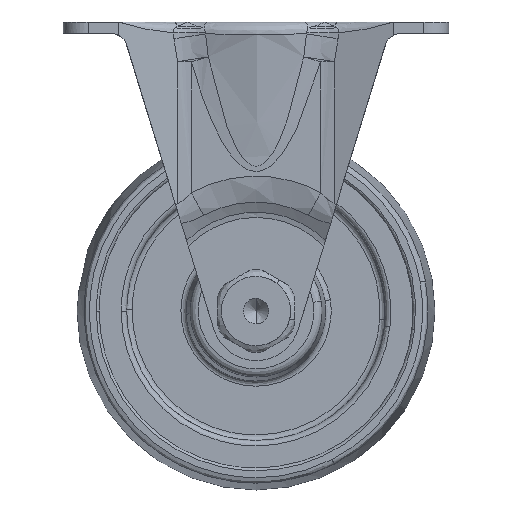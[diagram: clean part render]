
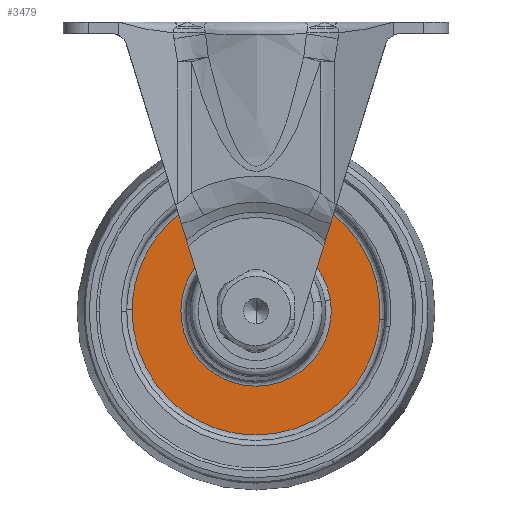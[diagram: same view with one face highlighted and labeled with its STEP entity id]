
A CAD part, front view. The second image highlights one B-rep face of the part: STEP entity #3479.
In plain terms, the highlighted free-form (B-spline) face has degree [1, 1] with [2, 2] control points.
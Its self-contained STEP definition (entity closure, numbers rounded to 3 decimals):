
#1402=CARTESIAN_POINT('',(-3.594,-8.5,13.163));
#1403=VERTEX_POINT('',#1402);
#1417=CARTESIAN_POINT('',(0.0,-8.5,-13.645));
#1418=VERTEX_POINT('',#1417);
#1419=CARTESIAN_POINT('',(-3.594,-8.5,13.163));
#1420=CARTESIAN_POINT('',(-13.645,-8.5,10.419));
#1421=CARTESIAN_POINT('',(-13.645,-8.5,0.));
#1422=CARTESIAN_POINT('',(-13.645,-8.5,-13.645));
#1423=CARTESIAN_POINT('',(0.0,-8.5,-13.645));
#1431=(BOUNDED_CURVE()B_SPLINE_CURVE(2,(#1419,#1420,#1421,#1422,#1423),.UNSPECIFIED.,.F.,.U.)B_SPLINE_CURVE_WITH_KNOTS((3,2,3),(0.545,0.75,1.0),.UNSPECIFIED.)CURVE()GEOMETRIC_REPRESENTATION_ITEM()RATIONAL_B_SPLINE_CURVE((0.914,0.76,1.0,0.707,1.0))REPRESENTATION_ITEM(''));
#1432=EDGE_CURVE('',#1403,#1418,#1431,.T.);
#1434=CARTESIAN_POINT('',(13.49,-8.5,2.05));
#1435=VERTEX_POINT('',#1434);
#1436=CARTESIAN_POINT('',(0.0,-8.5,-13.645));
#1437=CARTESIAN_POINT('',(13.645,-8.5,-13.645));
#1438=CARTESIAN_POINT('',(13.645,-8.5,0.));
#1439=CARTESIAN_POINT('',(13.645,-8.5,1.031));
#1440=CARTESIAN_POINT('',(13.49,-8.5,2.05));
#1448=(BOUNDED_CURVE()B_SPLINE_CURVE(2,(#1436,#1437,#1438,#1439,#1440),.UNSPECIFIED.,.F.,.U.)B_SPLINE_CURVE_WITH_KNOTS((3,2,3),(0.0,0.25,0.276),.UNSPECIFIED.)CURVE()GEOMETRIC_REPRESENTATION_ITEM()RATIONAL_B_SPLINE_CURVE((1.0,0.707,1.0,0.97,0.946))REPRESENTATION_ITEM(''));
#1449=EDGE_CURVE('',#1418,#1435,#1448,.T.);
#1496=CARTESIAN_POINT('',(0.0,-8.5,13.645));
#1497=VERTEX_POINT('',#1496);
#1498=CARTESIAN_POINT('',(13.49,-8.5,2.05));
#1499=CARTESIAN_POINT('',(11.728,-8.5,13.645));
#1500=CARTESIAN_POINT('',(0.0,-8.5,13.645));
#1508=(BOUNDED_CURVE()B_SPLINE_CURVE(2,(#1498,#1499,#1500),.UNSPECIFIED.,.F.,.U.)B_SPLINE_CURVE_WITH_KNOTS((3,3),(0.276,0.5),.UNSPECIFIED.)CURVE()GEOMETRIC_REPRESENTATION_ITEM()RATIONAL_B_SPLINE_CURVE((0.946,0.737,1.0))REPRESENTATION_ITEM(''));
#1509=EDGE_CURVE('',#1435,#1497,#1508,.T.);
#1511=CARTESIAN_POINT('',(0.0,-8.5,13.645));
#1512=CARTESIAN_POINT('',(-1.829,-8.5,13.645));
#1513=CARTESIAN_POINT('',(-3.594,-8.5,13.163));
#1521=(BOUNDED_CURVE()B_SPLINE_CURVE(2,(#1511,#1512,#1513),.UNSPECIFIED.,.F.,.U.)B_SPLINE_CURVE_WITH_KNOTS((3,3),(0.5,0.545),.UNSPECIFIED.)CURVE()GEOMETRIC_REPRESENTATION_ITEM()RATIONAL_B_SPLINE_CURVE((1.0,0.947,0.914))REPRESENTATION_ITEM(''));
#1522=EDGE_CURVE('',#1497,#1403,#1521,.T.);
#1557=CARTESIAN_POINT('',(22.445,-8.5,-1.569));
#1558=VERTEX_POINT('',#1557);
#1559=CARTESIAN_POINT('',(0.0,-8.5,22.5));
#1560=VERTEX_POINT('',#1559);
#1561=CARTESIAN_POINT('',(22.445,-8.5,-1.569));
#1562=CARTESIAN_POINT('',(22.5,-8.5,-0.785));
#1563=CARTESIAN_POINT('',(22.5,-8.5,0.));
#1564=CARTESIAN_POINT('',(22.5,-8.5,22.5));
#1565=CARTESIAN_POINT('',(0.0,-8.5,22.5));
#1573=(BOUNDED_CURVE()B_SPLINE_CURVE(2,(#1561,#1562,#1563,#1564,#1565),.UNSPECIFIED.,.F.,.U.)B_SPLINE_CURVE_WITH_KNOTS((3,2,3),(0.238,0.25,0.5),.UNSPECIFIED.)CURVE()GEOMETRIC_REPRESENTATION_ITEM()RATIONAL_B_SPLINE_CURVE((0.973,0.986,1.0,0.707,1.0))REPRESENTATION_ITEM(''));
#1574=EDGE_CURVE('',#1558,#1560,#1573,.T.);
#1593=CARTESIAN_POINT('',(-22.498,-8.5,0.283));
#1594=VERTEX_POINT('',#1593);
#1608=CARTESIAN_POINT('',(0.0,-8.5,22.5));
#1609=CARTESIAN_POINT('',(-22.219,-8.5,22.5));
#1610=CARTESIAN_POINT('',(-22.498,-8.5,0.283));
#1618=(BOUNDED_CURVE()B_SPLINE_CURVE(2,(#1608,#1609,#1610),.UNSPECIFIED.,.F.,.U.)B_SPLINE_CURVE_WITH_KNOTS((3,3),(0.5,0.748),.UNSPECIFIED.)CURVE()GEOMETRIC_REPRESENTATION_ITEM()RATIONAL_B_SPLINE_CURVE((1.0,0.71,0.995))REPRESENTATION_ITEM(''));
#1619=EDGE_CURVE('',#1560,#1594,#1618,.T.);
#1647=CARTESIAN_POINT('',(0.0,-8.5,-22.5));
#1648=VERTEX_POINT('',#1647);
#1649=CARTESIAN_POINT('',(0.0,-8.5,-22.5));
#1650=CARTESIAN_POINT('',(20.982,-8.5,-22.5));
#1651=CARTESIAN_POINT('',(22.445,-8.5,-1.569));
#1659=(BOUNDED_CURVE()B_SPLINE_CURVE(2,(#1649,#1650,#1651),.UNSPECIFIED.,.F.,.U.)B_SPLINE_CURVE_WITH_KNOTS((3,3),(0.0,0.238),.UNSPECIFIED.)CURVE()GEOMETRIC_REPRESENTATION_ITEM()RATIONAL_B_SPLINE_CURVE((1.0,0.721,0.973))REPRESENTATION_ITEM(''));
#1660=EDGE_CURVE('',#1648,#1558,#1659,.T.);
#1662=CARTESIAN_POINT('',(-22.498,-8.5,0.283));
#1663=CARTESIAN_POINT('',(-22.5,-8.5,0.141));
#1664=CARTESIAN_POINT('',(-22.5,-8.5,0.));
#1665=CARTESIAN_POINT('',(-22.5,-8.5,-22.5));
#1666=CARTESIAN_POINT('',(0.0,-8.5,-22.5));
#1674=(BOUNDED_CURVE()B_SPLINE_CURVE(2,(#1662,#1663,#1664,#1665,#1666),.UNSPECIFIED.,.F.,.U.)B_SPLINE_CURVE_WITH_KNOTS((3,2,3),(0.748,0.75,1.0),.UNSPECIFIED.)CURVE()GEOMETRIC_REPRESENTATION_ITEM()RATIONAL_B_SPLINE_CURVE((0.995,0.997,1.0,0.707,1.0))REPRESENTATION_ITEM(''));
#1675=EDGE_CURVE('',#1594,#1648,#1674,.T.);
#3462=CARTESIAN_POINT('',(-24.746,-8.5,-24.748));
#3463=CARTESIAN_POINT('',(-24.746,-8.5,24.748));
#3464=CARTESIAN_POINT('',(24.745,-8.5,-24.748));
#3465=CARTESIAN_POINT('',(24.745,-8.5,24.748));
#3466=B_SPLINE_SURFACE_WITH_KNOTS('',1,1,((#3462,#3464),(#3463,#3465)),.UNSPECIFIED.,.F.,.F.,.U.,(2,2),(2,2),(0.0,49.496),(0.0,49.491),.UNSPECIFIED.);
#3467=ORIENTED_EDGE('',*,*,#1660,.T.);
#3468=ORIENTED_EDGE('',*,*,#1574,.T.);
#3469=ORIENTED_EDGE('',*,*,#1619,.T.);
#3470=ORIENTED_EDGE('',*,*,#1675,.T.);
#3471=EDGE_LOOP('',(#3467,#3468,#3469,#3470));
#3472=FACE_OUTER_BOUND('',#3471,.T.);
#3473=ORIENTED_EDGE('',*,*,#1449,.F.);
#3474=ORIENTED_EDGE('',*,*,#1432,.F.);
#3475=ORIENTED_EDGE('',*,*,#1522,.F.);
#3476=ORIENTED_EDGE('',*,*,#1509,.F.);
#3477=EDGE_LOOP('',(#3473,#3474,#3475,#3476));
#3478=FACE_BOUND('',#3477,.T.);
#3479=ADVANCED_FACE('',(#3472,#3478),#3466,.F.);
